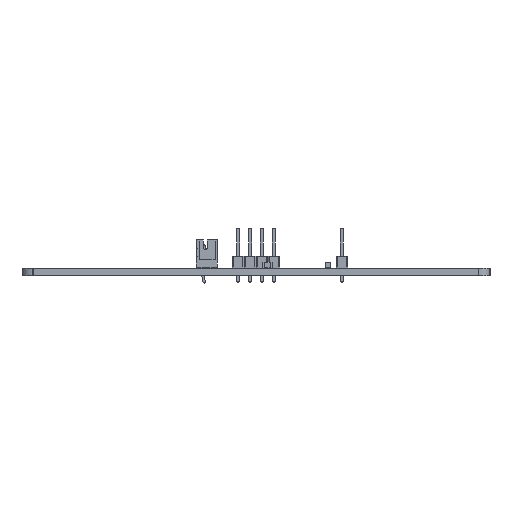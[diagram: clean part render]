
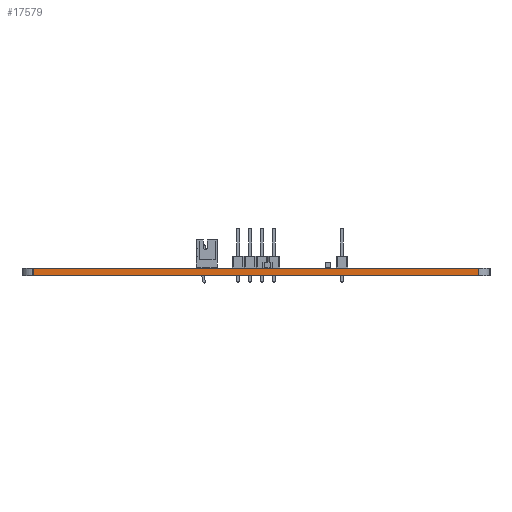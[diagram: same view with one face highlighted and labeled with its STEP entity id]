
A CAD part, left-side view. The second image highlights one B-rep face of the part: STEP entity #17579.
In plain terms, the highlighted planar face has unit normal (-1, 0, 0).
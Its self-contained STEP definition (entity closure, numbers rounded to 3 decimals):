
#3257=FACE_OUTER_BOUND('',#5252,.T.);
#5252=EDGE_LOOP('',(#14519,#14520,#14521,#14522));
#6395=LINE('',#26717,#7572);
#6410=LINE('',#27913,#7587);
#6428=LINE('',#29114,#7605);
#6430=LINE('',#29118,#7607);
#7572=VECTOR('',#21348,1.);
#7587=VECTOR('',#22531,1.);
#7605=VECTOR('',#23725,1.);
#7607=VECTOR('',#23731,1.);
#8576=VERTEX_POINT('',#26714);
#8577=VERTEX_POINT('',#26716);
#9173=VERTEX_POINT('',#27910);
#9174=VERTEX_POINT('',#27912);
#10351=EDGE_CURVE('',#8576,#8577,#6395,.T.);
#10949=EDGE_CURVE('',#9174,#9173,#6410,.T.);
#11550=EDGE_CURVE('',#8577,#9173,#6428,.T.);
#11552=EDGE_CURVE('',#8576,#9174,#6430,.T.);
#14519=ORIENTED_EDGE('',*,*,#11552,.T.);
#14520=ORIENTED_EDGE('',*,*,#10949,.T.);
#14521=ORIENTED_EDGE('',*,*,#11550,.F.);
#14522=ORIENTED_EDGE('',*,*,#10351,.F.);
#17110=PLANE('',#19663);
#17579=ADVANCED_FACE('',(#3257),#17110,.T.);
#19663=AXIS2_PLACEMENT_3D('',#29117,#23729,#23730);
#21348=DIRECTION('',(0.,1.,0.));
#22531=DIRECTION('',(0.,1.,0.));
#23725=DIRECTION('',(0.,0.,1.));
#23729=DIRECTION('center_axis',(-1.,0.,0.));
#23730=DIRECTION('ref_axis',(0.,1.,0.));
#23731=DIRECTION('',(0.,0.,1.));
#26714=CARTESIAN_POINT('',(20.,-115.819,0.));
#26716=CARTESIAN_POINT('',(20.,-20.381,0.));
#26717=CARTESIAN_POINT('',(20.,-115.819,0.));
#27910=CARTESIAN_POINT('',(20.,-20.381,1.6));
#27912=CARTESIAN_POINT('',(20.,-115.819,1.6));
#27913=CARTESIAN_POINT('',(20.,-115.819,1.6));
#29114=CARTESIAN_POINT('',(20.,-20.381,0.));
#29117=CARTESIAN_POINT('Origin',(20.,-115.819,0.));
#29118=CARTESIAN_POINT('',(20.,-115.819,0.));
